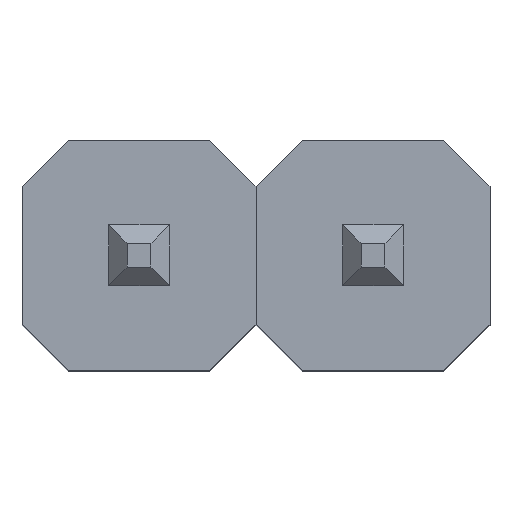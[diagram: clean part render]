
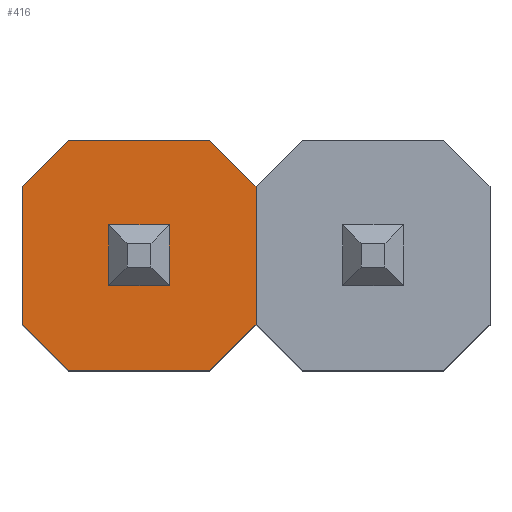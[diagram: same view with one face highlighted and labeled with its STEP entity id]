
A CAD part, top view. The second image highlights one B-rep face of the part: STEP entity #416.
In plain terms, the highlighted planar face has unit normal (0, 0, 1).
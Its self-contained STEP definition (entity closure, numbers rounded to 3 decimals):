
#52=FACE_OUTER_BOUND('',#76,.T.);
#76=EDGE_LOOP('',(#294,#295,#296,#297,#298,#299,#300,#301));
#98=LINE('',#630,#150);
#102=LINE('',#638,#154);
#105=LINE('',#644,#157);
#106=LINE('',#646,#158);
#107=LINE('',#648,#159);
#108=LINE('',#650,#160);
#109=LINE('',#652,#161);
#110=LINE('',#653,#162);
#150=VECTOR('',#509,10.);
#154=VECTOR('',#515,10.);
#157=VECTOR('',#520,10.);
#158=VECTOR('',#521,10.);
#159=VECTOR('',#522,10.);
#160=VECTOR('',#523,10.);
#161=VECTOR('',#524,10.);
#162=VECTOR('',#525,10.);
#202=VERTEX_POINT('',#628);
#203=VERTEX_POINT('',#629);
#206=VERTEX_POINT('',#637);
#208=VERTEX_POINT('',#643);
#209=VERTEX_POINT('',#645);
#210=VERTEX_POINT('',#647);
#211=VERTEX_POINT('',#649);
#212=VERTEX_POINT('',#651);
#234=EDGE_CURVE('',#202,#203,#98,.T.);
#238=EDGE_CURVE('',#206,#203,#102,.T.);
#241=EDGE_CURVE('',#202,#208,#105,.T.);
#242=EDGE_CURVE('',#209,#208,#106,.T.);
#243=EDGE_CURVE('',#209,#210,#107,.T.);
#244=EDGE_CURVE('',#211,#210,#108,.T.);
#245=EDGE_CURVE('',#211,#212,#109,.T.);
#246=EDGE_CURVE('',#206,#212,#110,.T.);
#294=ORIENTED_EDGE('',*,*,#234,.F.);
#295=ORIENTED_EDGE('',*,*,#241,.T.);
#296=ORIENTED_EDGE('',*,*,#242,.F.);
#297=ORIENTED_EDGE('',*,*,#243,.T.);
#298=ORIENTED_EDGE('',*,*,#244,.F.);
#299=ORIENTED_EDGE('',*,*,#245,.T.);
#300=ORIENTED_EDGE('',*,*,#246,.F.);
#301=ORIENTED_EDGE('',*,*,#238,.T.);
#392=PLANE('',#469);
#416=ADVANCED_FACE('',(#52),#392,.T.);
#469=AXIS2_PLACEMENT_3D('',#642,#518,#519);
#509=DIRECTION('',(0.707,0.707,0.));
#515=DIRECTION('',(-1.,0.,0.));
#518=DIRECTION('center_axis',(0.,0.,1.));
#519=DIRECTION('ref_axis',(1.,0.,0.));
#520=DIRECTION('',(0.,-1.,0.));
#521=DIRECTION('',(-0.707,0.707,0.));
#522=DIRECTION('',(1.,0.,0.));
#523=DIRECTION('',(-0.707,-0.707,0.));
#524=DIRECTION('',(0.,1.,0.));
#525=DIRECTION('',(0.707,-0.707,0.));
#628=CARTESIAN_POINT('',(-1.27,0.75,2.5));
#629=CARTESIAN_POINT('',(-0.77,1.25,2.5));
#630=CARTESIAN_POINT('',(-1.015,1.005,2.5));
#637=CARTESIAN_POINT('',(0.77,1.25,2.5));
#638=CARTESIAN_POINT('',(1.27,1.25,2.5));
#642=CARTESIAN_POINT('Origin',(0.,0.,
2.5));
#643=CARTESIAN_POINT('',(-1.27,-0.75,2.5));
#644=CARTESIAN_POINT('',(-1.27,1.25,2.5));
#645=CARTESIAN_POINT('',(-0.77,-1.25,2.5));
#646=CARTESIAN_POINT('',(-1.015,-1.005,2.5));
#647=CARTESIAN_POINT('',(0.77,-1.25,2.5));
#648=CARTESIAN_POINT('',(-1.27,-1.25,2.5));
#649=CARTESIAN_POINT('',(1.27,-0.75,2.5));
#650=CARTESIAN_POINT('',(1.015,-1.005,2.5));
#651=CARTESIAN_POINT('',(1.27,0.75,2.5));
#652=CARTESIAN_POINT('',(1.27,-1.25,2.5));
#653=CARTESIAN_POINT('',(1.015,1.005,2.5));
